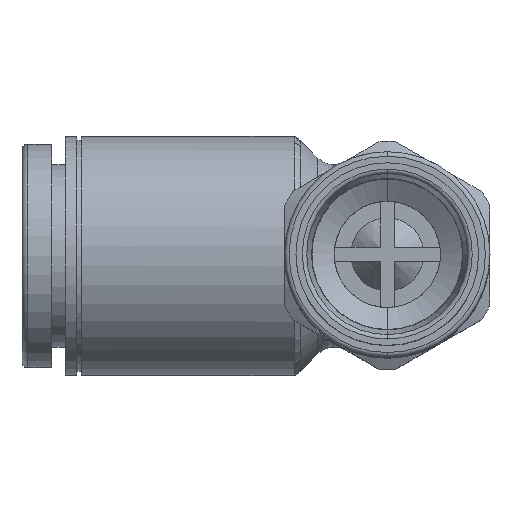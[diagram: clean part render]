
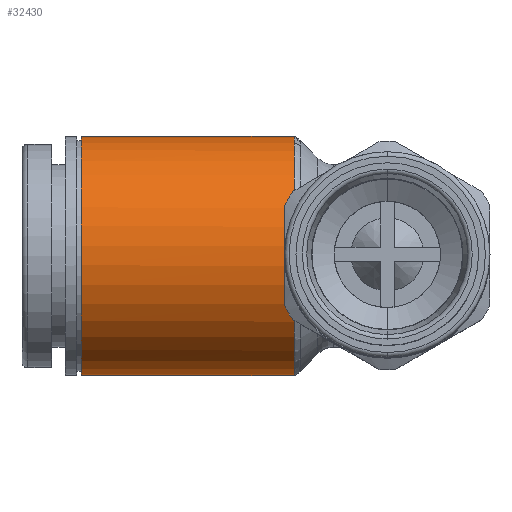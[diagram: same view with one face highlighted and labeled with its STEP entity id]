
A CAD part, top view. The second image highlights one B-rep face of the part: STEP entity #32430.
In plain terms, the highlighted cylindrical face has radius 5.25 mm (diameter 10.5 mm), a partial arc.
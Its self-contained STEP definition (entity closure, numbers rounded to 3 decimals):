
#31650=CARTESIAN_POINT('',(-4.078,0.,
48.6));
#31660=DIRECTION('',(-1.,0.,0.));
#31670=DIRECTION('',(0.,-1.,0.));
#31680=AXIS2_PLACEMENT_3D('',#31650,#31660,#31670);
#31690=CIRCLE('',#31680,5.25);
#31700=CARTESIAN_POINT('',(-4.078,-0.416,
43.367));
#31710=VERTEX_POINT('',#31700);
#31720=CARTESIAN_POINT('',(-4.078,-5.25,48.6));
#31730=VERTEX_POINT('',#31720);
#31740=EDGE_CURVE('',#31710,#31730,#31690,.T.);
#31910=CARTESIAN_POINT('',(-4.078,5.25,
48.6));
#31920=VERTEX_POINT('',#31910);
#31950=EDGE_CURVE('',#31920,#31710,#31690,.T.);
#32070=CARTESIAN_POINT('',(-8.683,0.,
48.6));
#32080=DIRECTION('',(-1.,0.,0.));
#32090=DIRECTION('',(0.,1.,0.));
#32100=AXIS2_PLACEMENT_3D('',#32070,#32080,#32090);
#32110=CYLINDRICAL_SURFACE('',#32100,5.25);
#32120=CARTESIAN_POINT('',(-8.683,5.25,
48.6));
#32130=DIRECTION('',(-1.,0.,0.));
#32140=VECTOR('',#32130,1.);
#32150=LINE('',#32120,#32140);
#32160=CARTESIAN_POINT('',(-13.4,5.25,48.6));
#32170=VERTEX_POINT('',#32160);
#32180=EDGE_CURVE('',#31920,#32170,#32150,.T.);
#32190=ORIENTED_EDGE('',*,*,#32180,.F.);
#32200=CARTESIAN_POINT('',(-13.4,0.,48.6))
;
#32210=DIRECTION('',(1.,0.,0.));
#32220=DIRECTION('',(0.,1.,0.));
#32230=AXIS2_PLACEMENT_3D('',#32200,#32210,#32220);
#32240=CIRCLE('',#32230,5.25);
#32250=CARTESIAN_POINT('',(-13.4,0.416,43.367));
#32260=VERTEX_POINT('',#32250);
#32270=EDGE_CURVE('',#32260,#32170,#32240,.T.);
#32280=ORIENTED_EDGE('',*,*,#32270,.T.);
#32290=CARTESIAN_POINT('',(-13.4,-5.25,48.6));
#32300=VERTEX_POINT('',#32290);
#32310=EDGE_CURVE('',#32300,#32260,#32240,.T.);
#32320=ORIENTED_EDGE('',*,*,#32310,.T.);
#32330=CARTESIAN_POINT('',(-8.683,-5.25,48.6));
#32340=DIRECTION('',(-1.,0.,0.));
#32350=VECTOR('',#32340,1.);
#32360=LINE('',#32330,#32350);
#32370=EDGE_CURVE('',#31730,#32300,#32360,.T.);
#32380=ORIENTED_EDGE('',*,*,#32370,.T.);
#32390=ORIENTED_EDGE('',*,*,#31740,.T.);
#32400=ORIENTED_EDGE('',*,*,#31950,.T.);
#32410=EDGE_LOOP('',(#32400,#32390,#32380,#32320,#32280,#32190));
#32420=FACE_OUTER_BOUND('',#32410,.T.);
#32430=ADVANCED_FACE('',(#32420),#32110,.T.);
